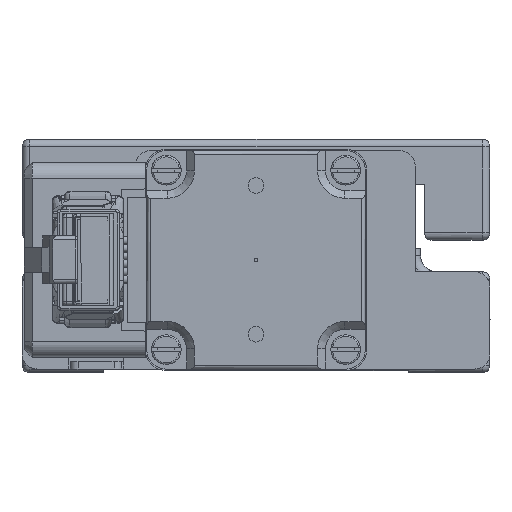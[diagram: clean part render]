
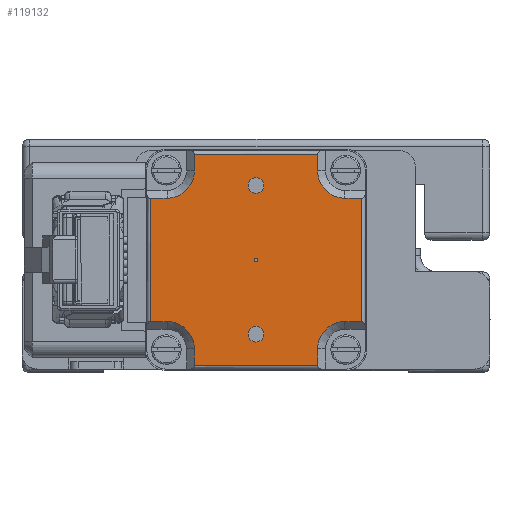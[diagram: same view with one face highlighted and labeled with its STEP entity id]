
A CAD part, front view. The second image highlights one B-rep face of the part: STEP entity #119132.
In plain terms, the highlighted face is planar.
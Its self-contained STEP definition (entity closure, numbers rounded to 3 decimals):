
#15521=LINE('',#260234,#28716);
#15522=LINE('',#260236,#28717);
#15526=LINE('',#260244,#28721);
#15527=LINE('',#260248,#28722);
#15528=LINE('',#260250,#28723);
#15529=LINE('',#260252,#28724);
#15530=LINE('',#260256,#28725);
#15531=LINE('',#260258,#28726);
#15532=LINE('',#260260,#28727);
#15533=LINE('',#260264,#28728);
#15534=LINE('',#260266,#28729);
#15535=LINE('',#260268,#28730);
#28716=VECTOR('',#187186,1000.);
#28717=VECTOR('',#187189,1000.);
#28721=VECTOR('',#187195,1000.);
#28722=VECTOR('',#187198,1000.);
#28723=VECTOR('',#187199,1000.);
#28724=VECTOR('',#187200,1000.);
#28725=VECTOR('',#187203,1000.);
#28726=VECTOR('',#187204,1000.);
#28727=VECTOR('',#187205,1000.);
#28728=VECTOR('',#187208,1000.);
#28729=VECTOR('',#187209,1000.);
#28730=VECTOR('',#187210,1000.);
#33116=PLANE('',#158063);
#66999=ORIENTED_EDGE('',*,*,#84199,.T.);
#67000=ORIENTED_EDGE('',*,*,#84198,.T.);
#67001=ORIENTED_EDGE('',*,*,#84197,.T.);
#67002=ORIENTED_EDGE('',*,*,#84203,.F.);
#67003=ORIENTED_EDGE('',*,*,#84208,.F.);
#67004=ORIENTED_EDGE('',*,*,#84209,.F.);
#67005=ORIENTED_EDGE('',*,*,#84210,.F.);
#67006=ORIENTED_EDGE('',*,*,#84211,.F.);
#67007=ORIENTED_EDGE('',*,*,#84212,.F.);
#67008=ORIENTED_EDGE('',*,*,#84213,.F.);
#67009=ORIENTED_EDGE('',*,*,#84214,.F.);
#67010=ORIENTED_EDGE('',*,*,#84215,.F.);
#67011=ORIENTED_EDGE('',*,*,#84216,.F.);
#67012=ORIENTED_EDGE('',*,*,#84217,.F.);
#67013=ORIENTED_EDGE('',*,*,#84218,.F.);
#67014=ORIENTED_EDGE('',*,*,#84219,.F.);
#67015=ORIENTED_EDGE('',*,*,#84220,.F.);
#67016=ORIENTED_EDGE('',*,*,#84221,.F.);
#67017=ORIENTED_EDGE('',*,*,#84204,.F.);
#84197=EDGE_CURVE('',#95608,#95608,#97889,.T.);
#84198=EDGE_CURVE('',#95609,#95609,#97890,.T.);
#84199=EDGE_CURVE('',#95610,#95610,#97891,.T.);
#84203=EDGE_CURVE('',#95614,#95611,#15521,.T.);
#84204=EDGE_CURVE('',#95611,#95615,#15522,.T.);
#84208=EDGE_CURVE('',#95618,#95614,#15526,.T.);
#84209=EDGE_CURVE('',#95619,#95618,#97892,.T.);
#84210=EDGE_CURVE('',#95620,#95619,#15527,.T.);
#84211=EDGE_CURVE('',#95621,#95620,#15528,.T.);
#84212=EDGE_CURVE('',#95622,#95621,#15529,.T.);
#84213=EDGE_CURVE('',#95623,#95622,#97893,.T.);
#84214=EDGE_CURVE('',#95624,#95623,#15530,.T.);
#84215=EDGE_CURVE('',#95625,#95624,#15531,.T.);
#84216=EDGE_CURVE('',#95626,#95625,#15532,.T.);
#84217=EDGE_CURVE('',#95627,#95626,#97894,.T.);
#84218=EDGE_CURVE('',#95628,#95627,#15533,.T.);
#84219=EDGE_CURVE('',#95629,#95628,#15534,.T.);
#84220=EDGE_CURVE('',#95630,#95629,#15535,.T.);
#84221=EDGE_CURVE('',#95615,#95630,#97895,.T.);
#95608=VERTEX_POINT('',#260219);
#95609=VERTEX_POINT('',#260222);
#95610=VERTEX_POINT('',#260225);
#95611=VERTEX_POINT('',#260228);
#95614=VERTEX_POINT('',#260233);
#95615=VERTEX_POINT('',#260237);
#95618=VERTEX_POINT('',#260245);
#95619=VERTEX_POINT('',#260247);
#95620=VERTEX_POINT('',#260249);
#95621=VERTEX_POINT('',#260251);
#95622=VERTEX_POINT('',#260253);
#95623=VERTEX_POINT('',#260255);
#95624=VERTEX_POINT('',#260257);
#95625=VERTEX_POINT('',#260259);
#95626=VERTEX_POINT('',#260261);
#95627=VERTEX_POINT('',#260263);
#95628=VERTEX_POINT('',#260265);
#95629=VERTEX_POINT('',#260267);
#95630=VERTEX_POINT('',#260269);
#97889=CIRCLE('',#158054,1.007);
#97890=CIRCLE('',#158056,1.007);
#97891=CIRCLE('',#158058,0.25);
#97892=CIRCLE('',#158064,3.5);
#97893=CIRCLE('',#158065,3.5);
#97894=CIRCLE('',#158066,3.5);
#97895=CIRCLE('',#158067,3.5);
#104817=EDGE_LOOP('',(#66999));
#104818=EDGE_LOOP('',(#67000));
#104819=EDGE_LOOP('',(#67001));
#104820=EDGE_LOOP('',(#67002,#67003,#67004,#67005,#67006,#67007,#67008,
#67009,#67010,#67011,#67012,#67013,#67014,#67015,#67016,#67017));
#111794=FACE_BOUND('',#104817,.T.);
#111795=FACE_BOUND('',#104818,.T.);
#111796=FACE_BOUND('',#104819,.T.);
#111797=FACE_BOUND('',#104820,.T.);
#119132=ADVANCED_FACE('',(#111794,#111795,#111796,#111797),#33116,.T.);
#158054=AXIS2_PLACEMENT_3D('',#260218,#187169,#187170);
#158056=AXIS2_PLACEMENT_3D('',#260221,#187173,#187174);
#158058=AXIS2_PLACEMENT_3D('',#260224,#187177,#187178);
#158063=AXIS2_PLACEMENT_3D('',#260243,#187193,#187194);
#158064=AXIS2_PLACEMENT_3D('',#260246,#187196,#187197);
#158065=AXIS2_PLACEMENT_3D('',#260254,#187201,#187202);
#158066=AXIS2_PLACEMENT_3D('',#260262,#187206,#187207);
#158067=AXIS2_PLACEMENT_3D('',#260270,#187211,#187212);
#187169=DIRECTION('',(0.,0.,1.));
#187170=DIRECTION('',(1.,0.,0.));
#187173=DIRECTION('',(0.,0.,1.));
#187174=DIRECTION('',(1.,0.,0.));
#187177=DIRECTION('',(0.,0.,1.));
#187178=DIRECTION('',(-1.,0.,0.));
#187186=DIRECTION('',(-1.,0.,0.));
#187189=DIRECTION('',(0.,-1.,0.));
#187193=DIRECTION('',(0.,0.,-1.));
#187194=DIRECTION('',(1.,0.,0.));
#187195=DIRECTION('',(0.,1.,0.));
#187196=DIRECTION('',(0.,0.,-1.));
#187197=DIRECTION('',(-1.,0.,0.));
#187198=DIRECTION('',(-1.,0.,0.));
#187199=DIRECTION('',(0.,1.,0.));
#187200=DIRECTION('',(1.,0.,0.));
#187201=DIRECTION('',(0.,0.,-1.));
#187202=DIRECTION('',(-1.,0.,0.));
#187203=DIRECTION('',(0.,1.,0.));
#187204=DIRECTION('',(1.,0.,0.));
#187205=DIRECTION('',(0.,-1.,0.));
#187206=DIRECTION('',(0.,0.,-1.));
#187207=DIRECTION('',(1.,0.,0.));
#187208=DIRECTION('',(1.,0.,0.));
#187209=DIRECTION('',(0.,-1.,0.));
#187210=DIRECTION('',(-1.,0.,0.));
#187211=DIRECTION('',(0.,0.,-1.));
#187212=DIRECTION('',(1.,0.,0.));
#260218=CARTESIAN_POINT('',(-9.525,0.,-26.));
#260219=CARTESIAN_POINT('',(-8.519,0.,-26.));
#260221=CARTESIAN_POINT('',(9.525,0.,-26.));
#260222=CARTESIAN_POINT('',(10.532,0.,-26.));
#260224=CARTESIAN_POINT('',(0.,0.,-26.));
#260225=CARTESIAN_POINT('',(-0.25,0.,-26.));
#260228=CARTESIAN_POINT('',(-7.9,13.5,-26.));
#260233=CARTESIAN_POINT('',(7.9,13.5,-26.));
#260234=CARTESIAN_POINT('',(7.9,13.5,-26.));
#260236=CARTESIAN_POINT('',(-7.9,13.5,-26.));
#260237=CARTESIAN_POINT('',(-7.9,11.4,-26.));
#260243=CARTESIAN_POINT('',(0.,0.,-26.));
#260244=CARTESIAN_POINT('',(7.9,11.4,-26.));
#260245=CARTESIAN_POINT('',(7.9,11.4,-26.));
#260246=CARTESIAN_POINT('',(11.4,11.4,-26.));
#260247=CARTESIAN_POINT('',(11.4,7.9,-26.));
#260248=CARTESIAN_POINT('',(13.5,7.9,-26.));
#260249=CARTESIAN_POINT('',(13.5,7.9,-26.));
#260250=CARTESIAN_POINT('',(13.5,-7.9,-26.));
#260251=CARTESIAN_POINT('',(13.5,-7.9,-26.));
#260252=CARTESIAN_POINT('',(11.4,-7.9,-26.));
#260253=CARTESIAN_POINT('',(11.4,-7.9,-26.));
#260254=CARTESIAN_POINT('',(11.4,-11.4,-26.));
#260255=CARTESIAN_POINT('',(7.9,-11.4,-26.));
#260256=CARTESIAN_POINT('',(7.9,-13.5,-26.));
#260257=CARTESIAN_POINT('',(7.9,-13.5,-26.));
#260258=CARTESIAN_POINT('',(-7.9,-13.5,-26.));
#260259=CARTESIAN_POINT('',(-7.9,-13.5,-26.));
#260260=CARTESIAN_POINT('',(-7.9,-11.4,-26.));
#260261=CARTESIAN_POINT('',(-7.9,-11.4,-26.));
#260262=CARTESIAN_POINT('',(-11.4,-11.4,-26.));
#260263=CARTESIAN_POINT('',(-11.4,-7.9,-26.));
#260264=CARTESIAN_POINT('',(-13.5,-7.9,-26.));
#260265=CARTESIAN_POINT('',(-13.5,-7.9,-26.));
#260266=CARTESIAN_POINT('',(-13.5,7.9,-26.));
#260267=CARTESIAN_POINT('',(-13.5,7.9,-26.));
#260268=CARTESIAN_POINT('',(-11.4,7.9,-26.));
#260269=CARTESIAN_POINT('',(-11.4,7.9,-26.));
#260270=CARTESIAN_POINT('',(-11.4,11.4,-26.));
